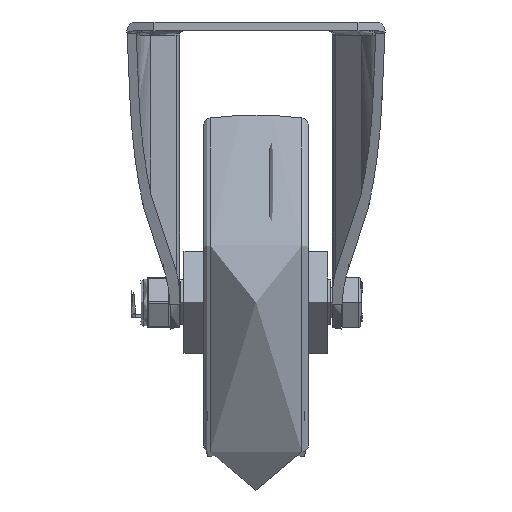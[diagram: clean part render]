
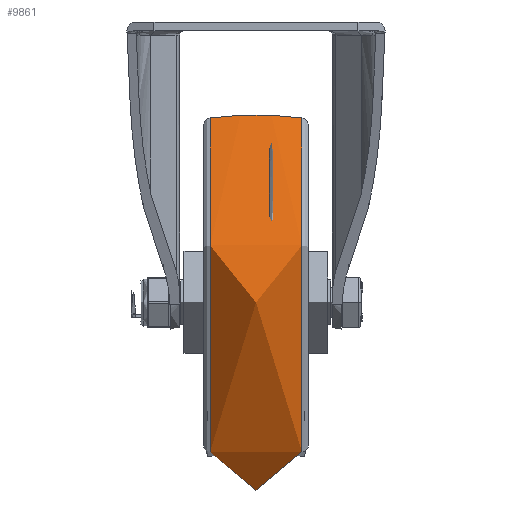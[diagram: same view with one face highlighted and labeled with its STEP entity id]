
A CAD part, left-side view. The second image highlights one B-rep face of the part: STEP entity #9861.
In plain terms, the highlighted free-form (B-spline) face has degree [2, 2] with [3, 9] control points.
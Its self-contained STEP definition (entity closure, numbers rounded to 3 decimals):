
#32=(
BOUNDED_SURFACE()
B_SPLINE_SURFACE(2,2,((#16929,#16930,#16931,#16932,#16933,#16934,#16935,
#16936,#16937),(#16938,#16939,#16940,#16941,#16942,#16943,#16944,#16945,
#16946),(#16947,#16948,#16949,#16950,#16951,#16952,#16953,#16954,#16955)),
 .UNSPECIFIED.,.F.,.T.,.F.)
B_SPLINE_SURFACE_WITH_KNOTS((3,3),(3,2,2,2,3),(-0.125,0.125),
(-3.142,-1.571,0.,1.571,3.142),
 .UNSPECIFIED.)
GEOMETRIC_REPRESENTATION_ITEM()
RATIONAL_B_SPLINE_SURFACE(((1.,0.707,1.,0.707,1.,
0.707,1.,0.707,1.),(0.992,0.702,
0.992,0.702,0.992,0.702,
0.992,0.702,0.992),(1.,0.707,
1.,0.707,1.,0.707,1.,0.707,1.)))
REPRESENTATION_ITEM('')
SURFACE()
);
#1144=FACE_OUTER_BOUND('',#1735,.T.);
#1735=EDGE_LOOP('',(#7365,#7366,#7367,#7368));
#4003=CIRCLE('',#10650,61.544);
#4004=CIRCLE('',#10651,123.125);
#4005=CIRCLE('',#10652,61.544);
#4430=VERTEX_POINT('',#16926);
#4431=VERTEX_POINT('',#16956);
#5511=EDGE_CURVE('',#4430,#4430,#4003,.T.);
#5512=EDGE_CURVE('',#4430,#4431,#4004,.T.);
#5513=EDGE_CURVE('',#4431,#4431,#4005,.T.);
#7365=ORIENTED_EDGE('',*,*,#5511,.F.);
#7366=ORIENTED_EDGE('',*,*,#5512,.T.);
#7367=ORIENTED_EDGE('',*,*,#5513,.T.);
#7368=ORIENTED_EDGE('',*,*,#5512,.F.);
#9861=ADVANCED_FACE('',(#1144),#32,.F.);
#10650=AXIS2_PLACEMENT_3D('',#16928,#11947,#11948);
#10651=AXIS2_PLACEMENT_3D('',#16957,#11949,#11950);
#10652=AXIS2_PLACEMENT_3D('',#16958,#11951,#11952);
#11947=DIRECTION('center_axis',(0.,1.,0.));
#11948=DIRECTION('ref_axis',(-1.,0.,0.));
#11949=DIRECTION('center_axis',(1.,0.,0.));
#11950=DIRECTION('ref_axis',(0.,0.,
1.));
#11951=DIRECTION('center_axis',(0.,1.,0.));
#11952=DIRECTION('ref_axis',(-1.,0.,0.));
#16926=CARTESIAN_POINT('',(0.,15.311,61.544));
#16928=CARTESIAN_POINT('Origin',(0.,15.311,
0.));
#16929=CARTESIAN_POINT('Ctrl Pts',(0.,-15.311,
61.544));
#16930=CARTESIAN_POINT('Ctrl Pts',(61.544,-15.311,61.544));
#16931=CARTESIAN_POINT('Ctrl Pts',(61.544,-15.311,0.));
#16932=CARTESIAN_POINT('Ctrl Pts',(61.544,-15.311,-61.544));
#16933=CARTESIAN_POINT('Ctrl Pts',(0.,-15.311,
-61.544));
#16934=CARTESIAN_POINT('Ctrl Pts',(-61.544,-15.311,
-61.544));
#16935=CARTESIAN_POINT('Ctrl Pts',(-61.544,-15.311,
0.));
#16936=CARTESIAN_POINT('Ctrl Pts',(-61.544,-15.311,
61.544));
#16937=CARTESIAN_POINT('Ctrl Pts',(0.,-15.311,
61.544));
#16938=CARTESIAN_POINT('Ctrl Pts',(0.,0.,
63.463));
#16939=CARTESIAN_POINT('Ctrl Pts',(63.463,0.,
63.463));
#16940=CARTESIAN_POINT('Ctrl Pts',(63.463,0.,
0.));
#16941=CARTESIAN_POINT('Ctrl Pts',(63.463,0.,
-63.463));
#16942=CARTESIAN_POINT('Ctrl Pts',(0.,0.,
-63.463));
#16943=CARTESIAN_POINT('Ctrl Pts',(-63.463,0.,
-63.463));
#16944=CARTESIAN_POINT('Ctrl Pts',(-63.463,0.,
0.));
#16945=CARTESIAN_POINT('Ctrl Pts',(-63.463,0.,
63.463));
#16946=CARTESIAN_POINT('Ctrl Pts',(0.,0.,
63.463));
#16947=CARTESIAN_POINT('Ctrl Pts',(0.,15.311,
61.544));
#16948=CARTESIAN_POINT('Ctrl Pts',(61.544,15.311,61.544));
#16949=CARTESIAN_POINT('Ctrl Pts',(61.544,15.311,0.));
#16950=CARTESIAN_POINT('Ctrl Pts',(61.544,15.311,-61.544));
#16951=CARTESIAN_POINT('Ctrl Pts',(0.,15.311,
-61.544));
#16952=CARTESIAN_POINT('Ctrl Pts',(-61.544,15.311,-61.544));
#16953=CARTESIAN_POINT('Ctrl Pts',(-61.544,15.311,0.));
#16954=CARTESIAN_POINT('Ctrl Pts',(-61.544,15.311,61.544));
#16955=CARTESIAN_POINT('Ctrl Pts',(0.,15.311,
61.544));
#16956=CARTESIAN_POINT('',(0.,-15.311,61.544));
#16957=CARTESIAN_POINT('Origin',(0.,0.,
-60.625));
#16958=CARTESIAN_POINT('Origin',(0.,-15.311,
0.));
